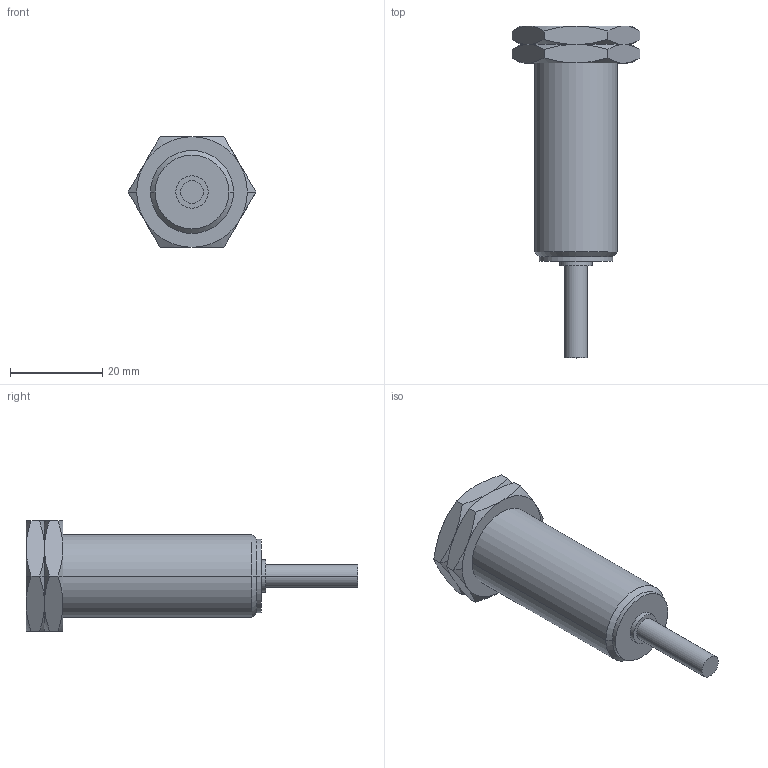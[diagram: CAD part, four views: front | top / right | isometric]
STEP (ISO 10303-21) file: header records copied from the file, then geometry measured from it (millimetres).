
FILE_DESCRIPTION(('STEP AP203'),'1');
FILE_NAME(' ',' ',('TraceParts'),('TraceParts S.A.'),'XStep 1.0',' ',' ');
FILE_SCHEMA(('CONFIG_CONTROL_DESIGN'));
Length unit declared in the file: millimetre
Products named in the file (3): 1; 2; 3
Bounding box: 27.71 x 72 x 24 mm (x, y, z)
Volume: 15468.7 mm3; surface area: 5693.7 mm2
Topology: 3 solids, 3 shells, 76 faces, 158 edges, 90 vertices
Faces by surface type: cone 44, plane 20, cylinder 12
Entity records: 2168 total; most frequent: CARTESIAN_POINT 519, DIRECTION 334, ORIENTED_EDGE 316, EDGE_CURVE 158, AXIS2_PLACEMENT_3D 145, VERTEX_POINT 90, EDGE_LOOP 82, ADVANCED_FACE 76
